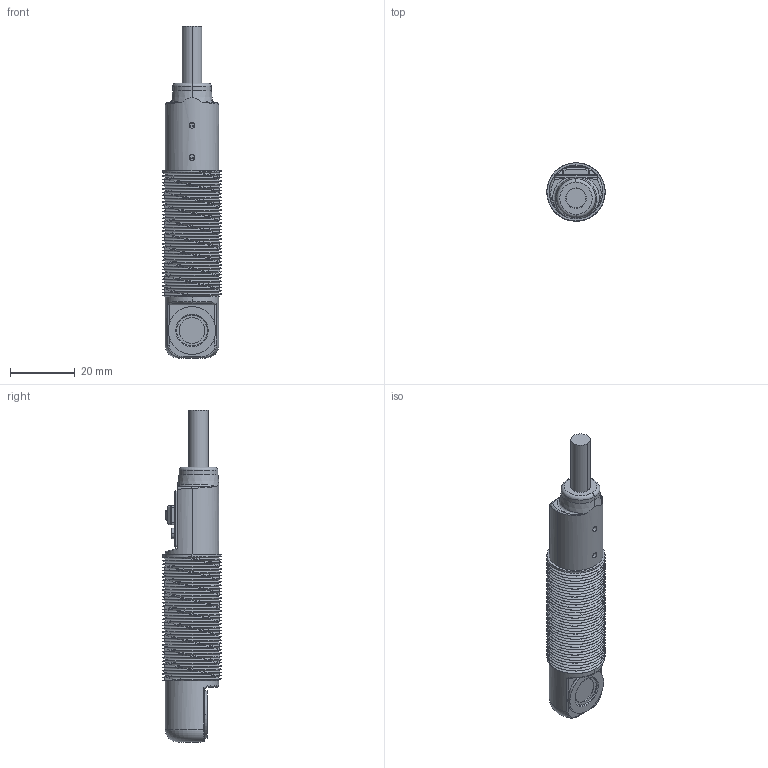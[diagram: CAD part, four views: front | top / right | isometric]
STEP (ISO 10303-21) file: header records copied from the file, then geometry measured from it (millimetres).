
FILE_DESCRIPTION((''),'2;1');
FILE_NAME('159579_ASM','2015-10-21T',('pdmadmin'),(''),'PRO/ENGINEER BY PARAMETRIC TECHNOLOGY CORPORATION, 2013230','PRO/ENGINEER BY PARAMETRIC TECHNOLOGY CORPORATION, 2013230','');
FILE_SCHEMA(('CONFIG_CONTROL_DESIGN'));
Products named in the file (13): 66980; 67463; 65020; 65019; 115456_ASM; 112050; 70659; 112028; 111110; 112027; 112031_ASM; CABLE_240; 159579_ASM
Assembly tree (12 placements, depth 3):
  159579_ASM
    66980
    67463
    115456_ASM
      65020
      65019
    112050
    112031_ASM
      70659
      112028
      111110
      112027
    CABLE_240
Bounding box: 18 x 18 x 102.7 mm (x, y, z)
Volume: 7961.6 mm3; surface area: 14815.1 mm2
Topology: 10 solids, 10 shells, 512 faces, 1307 edges, 820 vertices
Faces by surface type: plane 200, cylinder 200, bspline 61, cone 29, torus 18, sphere 4
Entity records: 27385 total; most frequent: CARTESIAN_POINT 15330, ORIENTED_EDGE 2590, DIRECTION 2261, EDGE_CURVE 1295, VERTEX_POINT 820, AXIS2_PLACEMENT_3D 791, VECTOR 679, LINE 679
